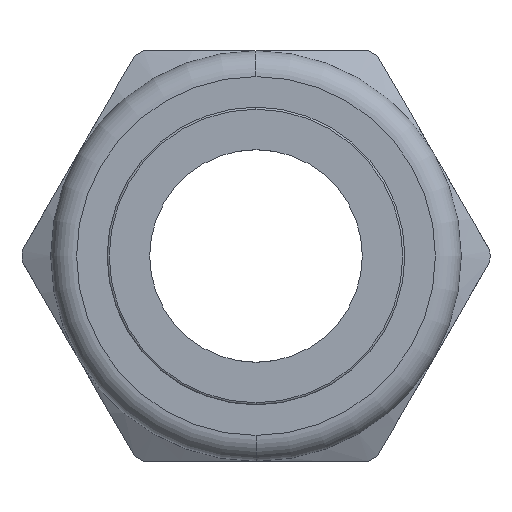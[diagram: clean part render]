
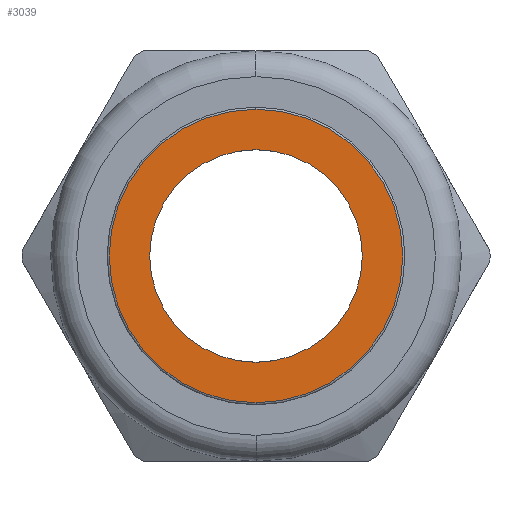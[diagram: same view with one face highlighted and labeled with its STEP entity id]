
A CAD part, left-side view. The second image highlights one B-rep face of the part: STEP entity #3039.
In plain terms, the highlighted planar face has unit normal (-1, 0, 0).
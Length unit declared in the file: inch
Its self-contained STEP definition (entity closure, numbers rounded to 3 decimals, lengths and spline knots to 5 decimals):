
#516 = DIRECTION ( 'NONE',  ( 0., 0., 1. ) ) ;
#517 = DIRECTION ( 'NONE',  ( -1., 0., 0. ) ) ;
#518 = CARTESIAN_POINT ( 'NONE',  ( -0.825, 0.70413, 0. ) ) ;
#519 = AXIS2_PLACEMENT_3D ( 'NONE', #518, #517, #516 ) ;
#520 = PLANE ( 'NONE',  #519 ) ;
#522 = FACE_OUTER_BOUND ( 'NONE', #3043, .T. ) ;
#523 = FACE_BOUND ( 'NONE', #4032, .T. ) ;
#550 = CARTESIAN_POINT ( 'NONE',  ( -0.825, 0., -0.70413 ) ) ;
#1248 = DIRECTION ( 'NONE',  ( 0., 0., -1. ) ) ;
#1249 = DIRECTION ( 'NONE',  ( 1., 0., 0. ) ) ;
#1250 = CARTESIAN_POINT ( 'NONE',  ( -0.825, 0., 0. ) ) ;
#1251 = AXIS2_PLACEMENT_3D ( 'NONE', #1250, #1249, #1248 ) ;
#1252 = CIRCLE ( 'NONE', #1251, 0.51 ) ;
#1884 = CARTESIAN_POINT ( 'NONE',  ( -0.825, 0., 0.70413 ) ) ;
#1903 = DIRECTION ( 'NONE',  ( 0., 0., -1. ) ) ;
#1904 = DIRECTION ( 'NONE',  ( 1., 0., 0. ) ) ;
#1905 = CARTESIAN_POINT ( 'NONE',  ( -0.825, 0., 0. ) ) ;
#1906 = AXIS2_PLACEMENT_3D ( 'NONE', #1905, #1904, #1903 ) ;
#1907 = CIRCLE ( 'NONE', #1906, 0.70413 ) ;
#1915 = CARTESIAN_POINT ( 'NONE',  ( -0.825, 0., -0.51 ) ) ;
#1958 = DIRECTION ( 'NONE',  ( 0., 0., -1. ) ) ;
#1959 = DIRECTION ( 'NONE',  ( 1., 0., 0. ) ) ;
#1960 = CARTESIAN_POINT ( 'NONE',  ( -0.825, 0., 0. ) ) ;
#1961 = AXIS2_PLACEMENT_3D ( 'NONE', #1960, #1959, #1958 ) ;
#1962 = CIRCLE ( 'NONE', #1961, 0.51 ) ;
#1972 = CARTESIAN_POINT ( 'NONE',  ( -0.825, 0., 0.51 ) ) ;
#1973 = DIRECTION ( 'NONE',  ( 0., 0., -1. ) ) ;
#1974 = DIRECTION ( 'NONE',  ( 1., 0., 0. ) ) ;
#1975 = CARTESIAN_POINT ( 'NONE',  ( -0.825, 0., 0. ) ) ;
#1976 = AXIS2_PLACEMENT_3D ( 'NONE', #1975, #1974, #1973 ) ;
#1977 = CIRCLE ( 'NONE', #1976, 0.70413 ) ;
#3039 = ADVANCED_FACE ( 'NONE', ( #523, #522 ), #520, .T. ) ;
#3040 = ORIENTED_EDGE ( 'NONE', *, *, #3668, .T. ) ;
#3042 = ORIENTED_EDGE ( 'NONE', *, *, #4080, .T. ) ;
#3043 = EDGE_LOOP ( 'NONE', ( #3044, #3045 ) ) ;
#3044 = ORIENTED_EDGE ( 'NONE', *, *, #4072, .F. ) ;
#3045 = ORIENTED_EDGE ( 'NONE', *, *, #4036, .F. ) ;
#3063 = VERTEX_POINT ( 'NONE', #550 ) ;
#3668 = EDGE_CURVE ( 'NONE', #4071, #4073, #1252, .T. ) ;
#4032 = EDGE_LOOP ( 'NONE', ( #3040, #3042 ) ) ;
#4036 = EDGE_CURVE ( 'NONE', #4055, #3063, #1907, .T. ) ;
#4055 = VERTEX_POINT ( 'NONE', #1884 ) ;
#4071 = VERTEX_POINT ( 'NONE', #1915 ) ;
#4072 = EDGE_CURVE ( 'NONE', #3063, #4055, #1977, .T. ) ;
#4073 = VERTEX_POINT ( 'NONE', #1972 ) ;
#4080 = EDGE_CURVE ( 'NONE', #4073, #4071, #1962, .T. ) ;
